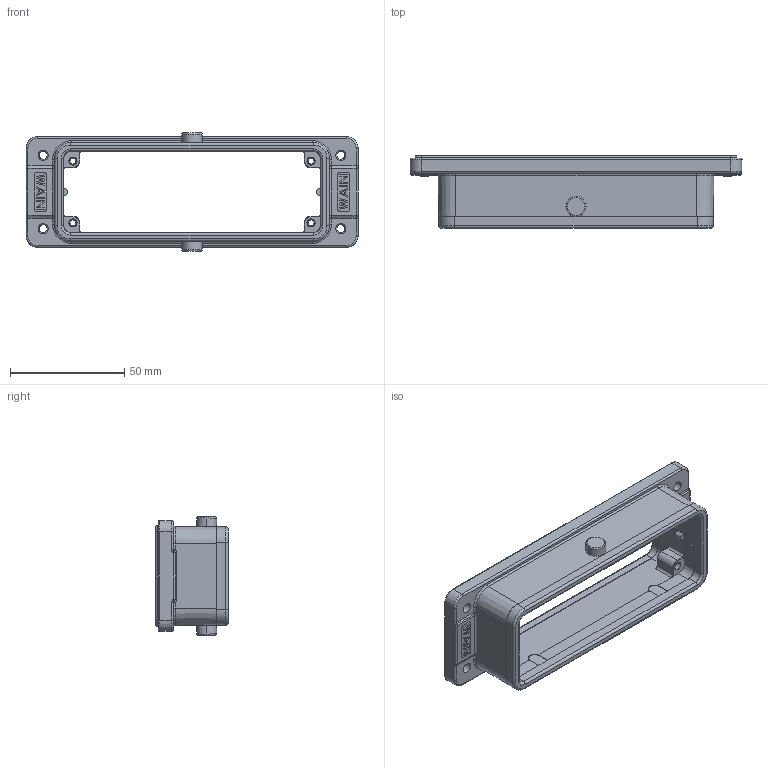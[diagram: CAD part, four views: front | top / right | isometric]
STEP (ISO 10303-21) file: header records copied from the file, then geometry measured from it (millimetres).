
FILE_DESCRIPTION((''),'2;1');
FILE_NAME('H24B-BK-2_2','2017-11-11T',('sy.ji'),(''),'PRO/ENGINEER BY PARAMETRIC TECHNOLOGY CORPORATION, 2014310','PRO/ENGINEER BY PARAMETRIC TECHNOLOGY CORPORATION, 2014310','');
FILE_SCHEMA(('CONFIG_CONTROL_DESIGN'));
Length unit declared in the file: millimetre
Products named in the file (1): H24B-BK-2_2
Bounding box: 144.99 x 31.65 x 51.75 mm (x, y, z)
Volume: 48841.2 mm3; surface area: 32935.7 mm2
Topology: 1 solids, 8 shells, 845 faces, 2358 edges, 1476 vertices
Faces by surface type: plane 331, cylinder 282, torus 92, cone 86, sphere 44, bspline 10
Entity records: 28190 total; most frequent: CARTESIAN_POINT 6511, ORIENTED_EDGE 4628, DIRECTION 4466, EDGE_CURVE 2314, AXIS2_PLACEMENT_3D 1639, VERTEX_POINT 1476, VECTOR 1188, LINE 1188
